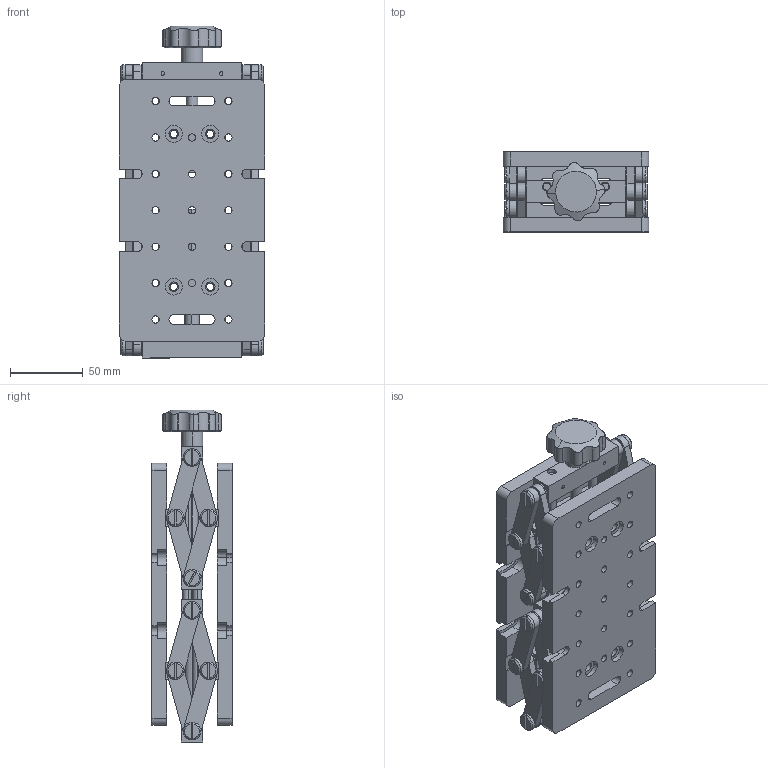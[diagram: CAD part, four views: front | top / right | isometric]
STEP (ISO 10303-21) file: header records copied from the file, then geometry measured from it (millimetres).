
FILE_DESCRIPTION (( 'STEP AP203' ), '1' );
FILE_NAME ('06LJK-60M.STEP', '2020-02-27T09:04:19', ( '' ), ( '' ), 'SwSTEP 2.0', 'SolidWorks 2016', '' );
FILE_SCHEMA (( 'CONFIG_CONTROL_DESIGN' ));
Length unit declared in the file: millimetre
Products named in the file (1): 06LJK-60M
Bounding box: 100 x 55 x 228 mm (x, y, z)
Surface area: 160875.9 mm2 (no closed solid volume)
Topology: 0 solids, 87 shells, 727 faces, 2177 edges, 1523 vertices
Faces by surface type: cylinder 351, plane 317, cone 59
Entity records: 25782 total; most frequent: CARTESIAN_POINT 5188, DIRECTION 4568, ORIENTED_EDGE 3827, EDGE_CURVE 2177, AXIS2_PLACEMENT_3D 1779, VERTEX_POINT 1523, CIRCLE 1051, VECTOR 1010
